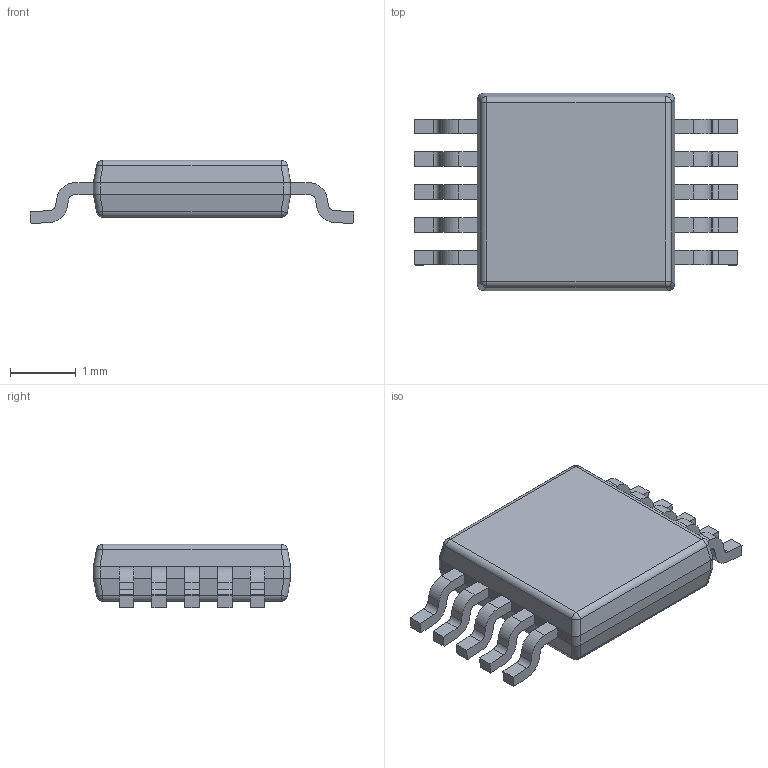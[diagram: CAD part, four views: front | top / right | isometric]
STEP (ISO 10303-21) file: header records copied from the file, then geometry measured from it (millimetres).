
FILE_DESCRIPTION((''),'2;1');
FILE_NAME('DGQ0010E_ASM','2016-06-23T',('a0412025'),(''),'CREO PARAMETRIC BY PTC INC, 2016050','CREO PARAMETRIC BY PTC INC, 2016050','');
FILE_SCHEMA(('AUTOMOTIVE_DESIGN { 1 0 10303 214 1 1 1 1 }'));
Length unit declared in the file: millimetre
Products named in the file (4): BODY-SO; LEAD-SO; THERMALPAD-SO; DGQ0010E_ASM
Assembly tree (12 placements, depth 2):
  DGQ0010E_ASM
    BODY-SO
    LEAD-SO  x10
    THERMALPAD-SO
Bounding box: 4.93 x 3 x 0.96 mm (x, y, z)
Volume: 8 mm3; surface area: 45.7 mm2
Topology: 12 solids, 12 shells, 201 faces, 488 edges, 312 vertices
Faces by surface type: plane 133, cylinder 60, sphere 8
Entity records: 3447 total; most frequent: CARTESIAN_POINT 786, DIRECTION 346, ORIENTED_EDGE 328, PRESENTATION_STYLE_ASSIGNMENT 167, STYLED_ITEM 167, CURVE_STYLE 164, EDGE_CURVE 164, AXIS2_PLACEMENT_3D 123
